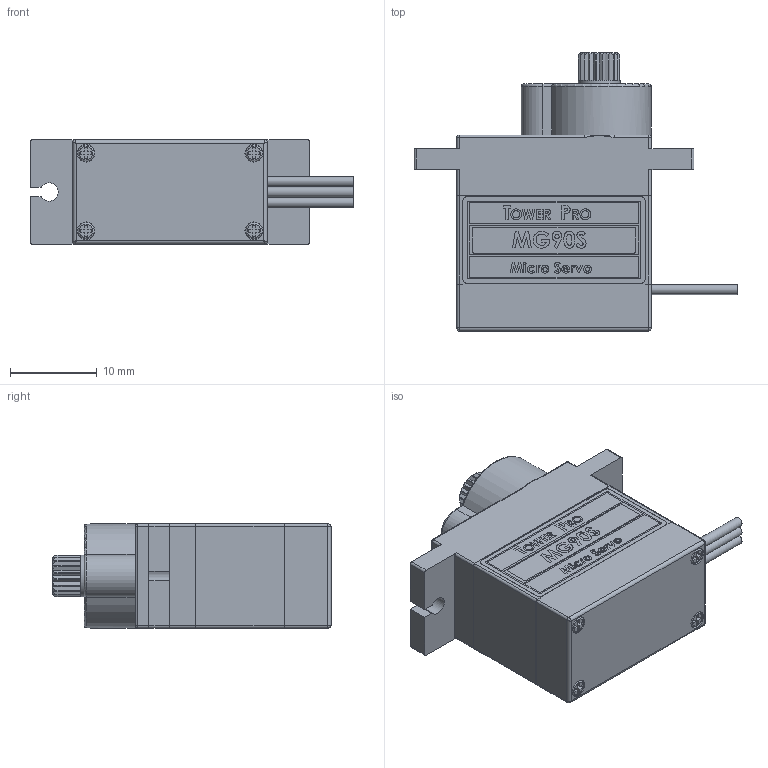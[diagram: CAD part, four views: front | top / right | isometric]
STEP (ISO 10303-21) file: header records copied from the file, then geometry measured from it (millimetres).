
FILE_DESCRIPTION (( 'STEP AP214' ), '1' );
FILE_NAME ('servo MG90S.STEP', '2014-02-19T17:17:54', ( '' ), ( '' ), 'SwSTEP 2.0', 'SolidWorks 2012', '' );
FILE_SCHEMA (( 'AUTOMOTIVE_DESIGN' ));
Length unit declared in the file: millimetre
Products named in the file (1): servo MG90S
Bounding box: 37.33 x 32.1 x 12.05 mm (x, y, z)
Volume: 7150.3 mm3; surface area: 2990.4 mm2
Topology: 1 solids, 2 shells, 964 faces, 2559 edges, 1685 vertices
Faces by surface type: plane 565, bspline 280, cylinder 88, cone 21, torus 6, sphere 4
Full cylindrical faces by diameter (mm): 0.025 x1, 1.16 x3, 1.905 x4, 2.057 x4, 2.4 x1, 4.84 x1, 5.094 x1
Entity records: 46679 total; most frequent: CARTESIAN_POINT 22159, ORIENTED_EDGE 5034, DIRECTION 3532, EDGE_CURVE 2517, VECTOR 1680, LINE 1680, VERTEX_POINT 1677, EDGE_LOOP 1084
